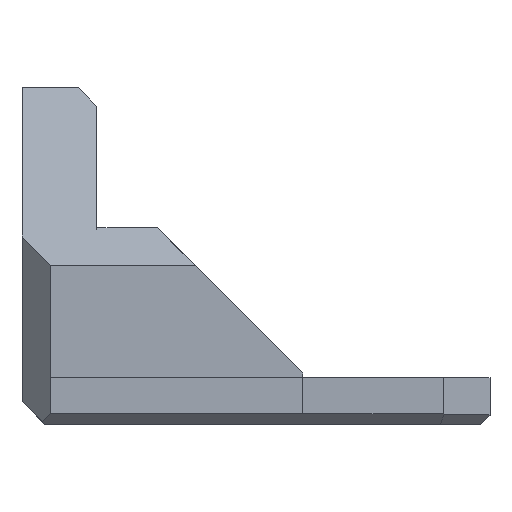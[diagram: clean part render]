
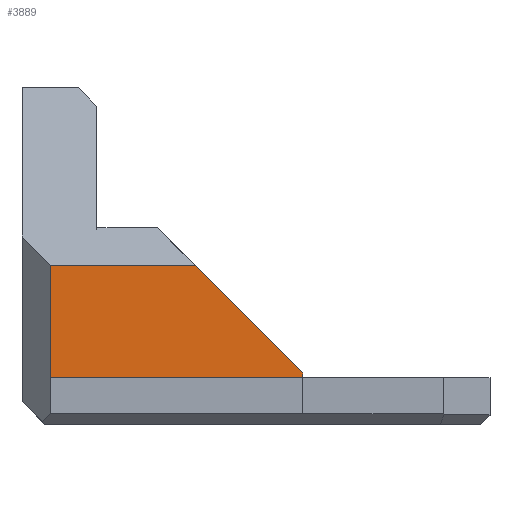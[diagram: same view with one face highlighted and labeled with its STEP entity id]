
A CAD part, front view. The second image highlights one B-rep face of the part: STEP entity #3889.
In plain terms, the highlighted planar face has unit normal (0, -1, 0).
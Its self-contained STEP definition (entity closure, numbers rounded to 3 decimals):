
#219 = VERTEX_POINT('',#220);
#220 = CARTESIAN_POINT('',(30.,-5.,5.));
#233 = PLANE('',#234);
#234 = AXIS2_PLACEMENT_3D('',#235,#236,#237);
#235 = CARTESIAN_POINT('',(30.,-5.,0.));
#236 = DIRECTION('',(1.,0.,0.));
#237 = DIRECTION('',(0.,0.,1.));
#1157 = PLANE('',#1158);
#1158 = AXIS2_PLACEMENT_3D('',#1159,#1160,#1161);
#1159 = CARTESIAN_POINT('',(30.,-5.,5.5));
#1160 = DIRECTION('',(0.707,0.,0.707));
#1161 = DIRECTION('',(-0.707,0.,0.707));
#1511 = PLANE('',#1512);
#1512 = AXIS2_PLACEMENT_3D('',#1513,#1514,#1515);
#1513 = CARTESIAN_POINT('',(20.,-5.536,16.464));
#1514 = DIRECTION('',(0.,-0.707,0.707));
#1515 = DIRECTION('',(-1.,0.,0.));
#2069 = PLANE('',#2070);
#2070 = AXIS2_PLACEMENT_3D('',#2071,#2072,#2073);
#2071 = CARTESIAN_POINT('',(0.,-5.,0.));
#2072 = DIRECTION('',(0.,1.,0.));
#2073 = DIRECTION('',(0.,0.,1.));
#2086 = EDGE_CURVE('',#219,#2087,#2089,.T.);
#2087 = VERTEX_POINT('',#2088);
#2088 = CARTESIAN_POINT('',(30.,-5.,5.5));
#2089 = SURFACE_CURVE('',#2090,(#2094,#2101),.PCURVE_S1.);
#2090 = LINE('',#2091,#2092);
#2091 = CARTESIAN_POINT('',(30.,-5.,0.));
#2092 = VECTOR('',#2093,1.);
#2093 = DIRECTION('',(0.,0.,1.));
#2094 = PCURVE('',#233,#2095);
#2095 = DEFINITIONAL_REPRESENTATION('',(#2096),#2100);
#2096 = LINE('',#2097,#2098);
#2097 = CARTESIAN_POINT('',(0.,0.));
#2098 = VECTOR('',#2099,1.);
#2099 = DIRECTION('',(1.,0.));
#2100 = ( GEOMETRIC_REPRESENTATION_CONTEXT(2) 
PARAMETRIC_REPRESENTATION_CONTEXT() REPRESENTATION_CONTEXT('2D SPACE',''
  ) );
#2101 = PCURVE('',#2102,#2107);
#2102 = PLANE('',#2103);
#2103 = AXIS2_PLACEMENT_3D('',#2104,#2105,#2106);
#2104 = CARTESIAN_POINT('',(0.,-5.,0.));
#2105 = DIRECTION('',(0.,1.,0.));
#2106 = DIRECTION('',(0.,0.,1.));
#2107 = DEFINITIONAL_REPRESENTATION('',(#2108),#2112);
#2108 = LINE('',#2109,#2110);
#2109 = CARTESIAN_POINT('',(0.,30.));
#2110 = VECTOR('',#2111,1.);
#2111 = DIRECTION('',(1.,0.));
#2112 = ( GEOMETRIC_REPRESENTATION_CONTEXT(2) 
PARAMETRIC_REPRESENTATION_CONTEXT() REPRESENTATION_CONTEXT('2D SPACE',''
  ) );
#2874 = PLANE('',#2875);
#2875 = AXIS2_PLACEMENT_3D('',#2876,#2877,#2878);
#2876 = CARTESIAN_POINT('',(11.107,-13.107,-1.));
#2877 = DIRECTION('',(-0.707,-0.707,0.));
#2878 = DIRECTION('',(0.,0.,1.));
#2911 = EDGE_CURVE('',#2087,#2912,#2914,.T.);
#2912 = VERTEX_POINT('',#2913);
#2913 = CARTESIAN_POINT('',(18.5,-5.,17.));
#2914 = SURFACE_CURVE('',#2915,(#2919,#2926),.PCURVE_S1.);
#2915 = LINE('',#2916,#2917);
#2916 = CARTESIAN_POINT('',(30.,-5.,5.5));
#2917 = VECTOR('',#2918,1.);
#2918 = DIRECTION('',(-0.707,0.,0.707));
#2919 = PCURVE('',#1157,#2920);
#2920 = DEFINITIONAL_REPRESENTATION('',(#2921),#2925);
#2921 = LINE('',#2922,#2923);
#2922 = CARTESIAN_POINT('',(0.,0.));
#2923 = VECTOR('',#2924,1.);
#2924 = DIRECTION('',(1.,0.));
#2925 = ( GEOMETRIC_REPRESENTATION_CONTEXT(2) 
PARAMETRIC_REPRESENTATION_CONTEXT() REPRESENTATION_CONTEXT('2D SPACE',''
  ) );
#2926 = PCURVE('',#2102,#2927);
#2927 = DEFINITIONAL_REPRESENTATION('',(#2928),#2932);
#2928 = LINE('',#2929,#2930);
#2929 = CARTESIAN_POINT('',(5.5,30.));
#2930 = VECTOR('',#2931,1.);
#2931 = DIRECTION('',(0.707,-0.707));
#2932 = ( GEOMETRIC_REPRESENTATION_CONTEXT(2) 
PARAMETRIC_REPRESENTATION_CONTEXT() REPRESENTATION_CONTEXT('2D SPACE',''
  ) );
#3042 = VERTEX_POINT('',#3043);
#3043 = CARTESIAN_POINT('',(3.,-5.,17.));
#3064 = EDGE_CURVE('',#3042,#2912,#3065,.T.);
#3065 = SURFACE_CURVE('',#3066,(#3070,#3076),.PCURVE_S1.);
#3066 = LINE('',#3067,#3068);
#3067 = CARTESIAN_POINT('',(10.,-5.,17.));
#3068 = VECTOR('',#3069,1.);
#3069 = DIRECTION('',(1.,0.,0.));
#3070 = PCURVE('',#1511,#3071);
#3071 = DEFINITIONAL_REPRESENTATION('',(#3072),#3075);
#3072 = B_SPLINE_CURVE_WITH_KNOTS('',1,(#3073,#3074),.UNSPECIFIED.,.F.,
  .F.,(2,2),(-13.,13.),.PIECEWISE_BEZIER_KNOTS.);
#3073 = CARTESIAN_POINT('',(23.,-0.757));
#3074 = CARTESIAN_POINT('',(-3.,-0.757));
#3075 = ( GEOMETRIC_REPRESENTATION_CONTEXT(2) 
PARAMETRIC_REPRESENTATION_CONTEXT() REPRESENTATION_CONTEXT('2D SPACE',''
  ) );
#3076 = PCURVE('',#2102,#3077);
#3077 = DEFINITIONAL_REPRESENTATION('',(#3078),#3081);
#3078 = B_SPLINE_CURVE_WITH_KNOTS('',1,(#3079,#3080),.UNSPECIFIED.,.F.,
  .F.,(2,2),(-13.,13.),.PIECEWISE_BEZIER_KNOTS.);
#3079 = CARTESIAN_POINT('',(17.,-3.));
#3080 = CARTESIAN_POINT('',(17.,23.));
#3081 = ( GEOMETRIC_REPRESENTATION_CONTEXT(2) 
PARAMETRIC_REPRESENTATION_CONTEXT() REPRESENTATION_CONTEXT('2D SPACE',''
  ) );
#3849 = VERTEX_POINT('',#3850);
#3850 = CARTESIAN_POINT('',(3.,-5.,5.));
#3869 = EDGE_CURVE('',#3849,#219,#3870,.T.);
#3870 = SURFACE_CURVE('',#3871,(#3875,#3882),.PCURVE_S1.);
#3871 = LINE('',#3872,#3873);
#3872 = CARTESIAN_POINT('',(0.,-5.,5.));
#3873 = VECTOR('',#3874,1.);
#3874 = DIRECTION('',(1.,0.,0.));
#3875 = PCURVE('',#2069,#3876);
#3876 = DEFINITIONAL_REPRESENTATION('',(#3877),#3881);
#3877 = LINE('',#3878,#3879);
#3878 = CARTESIAN_POINT('',(5.,0.));
#3879 = VECTOR('',#3880,1.);
#3880 = DIRECTION('',(0.,1.));
#3881 = ( GEOMETRIC_REPRESENTATION_CONTEXT(2) 
PARAMETRIC_REPRESENTATION_CONTEXT() REPRESENTATION_CONTEXT('2D SPACE',''
  ) );
#3882 = PCURVE('',#2102,#3883);
#3883 = DEFINITIONAL_REPRESENTATION('',(#3884),#3888);
#3884 = LINE('',#3885,#3886);
#3885 = CARTESIAN_POINT('',(5.,0.));
#3886 = VECTOR('',#3887,1.);
#3887 = DIRECTION('',(0.,1.));
#3888 = ( GEOMETRIC_REPRESENTATION_CONTEXT(2) 
PARAMETRIC_REPRESENTATION_CONTEXT() REPRESENTATION_CONTEXT('2D SPACE',''
  ) );
#3889 = ADVANCED_FACE('',(#3890),#2102,.F.);
#3890 = FACE_BOUND('',#3891,.F.);
#3891 = EDGE_LOOP('',(#3892,#3893,#3912,#3913,#3914));
#3892 = ORIENTED_EDGE('',*,*,#3869,.F.);
#3893 = ORIENTED_EDGE('',*,*,#3894,.T.);
#3894 = EDGE_CURVE('',#3849,#3042,#3895,.T.);
#3895 = SURFACE_CURVE('',#3896,(#3900,#3906),.PCURVE_S1.);
#3896 = LINE('',#3897,#3898);
#3897 = CARTESIAN_POINT('',(3.,-5.,-0.5));
#3898 = VECTOR('',#3899,1.);
#3899 = DIRECTION('',(0.,0.,1.));
#3900 = PCURVE('',#2102,#3901);
#3901 = DEFINITIONAL_REPRESENTATION('',(#3902),#3905);
#3902 = B_SPLINE_CURVE_WITH_KNOTS('',1,(#3903,#3904),.UNSPECIFIED.,.F.,
  .F.,(2,2),(3.8,24.2),.PIECEWISE_BEZIER_KNOTS.);
#3903 = CARTESIAN_POINT('',(3.3,3.));
#3904 = CARTESIAN_POINT('',(23.7,3.));
#3905 = ( GEOMETRIC_REPRESENTATION_CONTEXT(2) 
PARAMETRIC_REPRESENTATION_CONTEXT() REPRESENTATION_CONTEXT('2D SPACE',''
  ) );
#3906 = PCURVE('',#2874,#3907);
#3907 = DEFINITIONAL_REPRESENTATION('',(#3908),#3911);
#3908 = B_SPLINE_CURVE_WITH_KNOTS('',1,(#3909,#3910),.UNSPECIFIED.,.F.,
  .F.,(2,2),(3.8,24.2),.PIECEWISE_BEZIER_KNOTS.);
#3909 = CARTESIAN_POINT('',(4.3,11.464));
#3910 = CARTESIAN_POINT('',(24.7,11.464));
#3911 = ( GEOMETRIC_REPRESENTATION_CONTEXT(2) 
PARAMETRIC_REPRESENTATION_CONTEXT() REPRESENTATION_CONTEXT('2D SPACE',''
  ) );
#3912 = ORIENTED_EDGE('',*,*,#3064,.T.);
#3913 = ORIENTED_EDGE('',*,*,#2911,.F.);
#3914 = ORIENTED_EDGE('',*,*,#2086,.F.);
